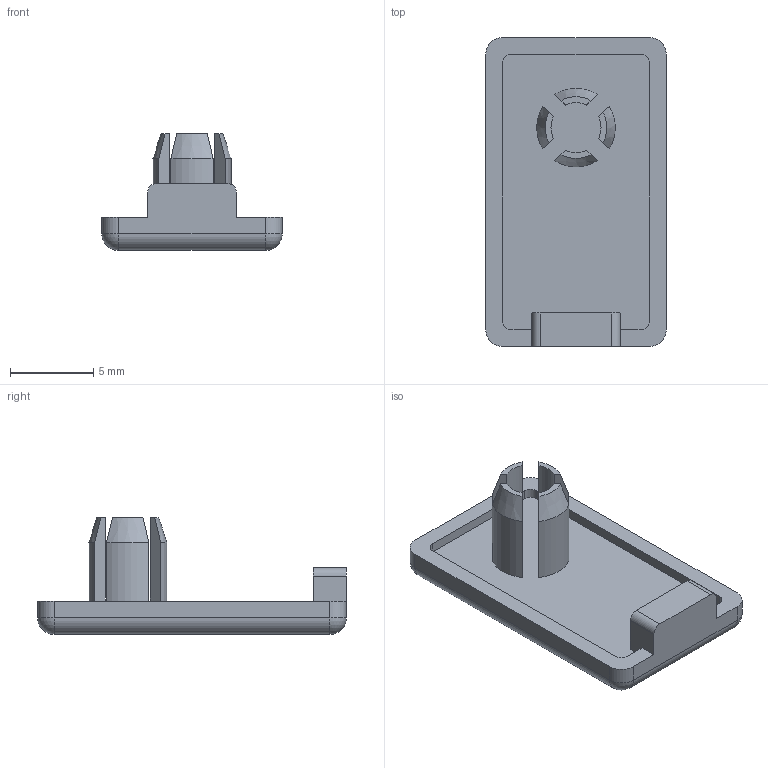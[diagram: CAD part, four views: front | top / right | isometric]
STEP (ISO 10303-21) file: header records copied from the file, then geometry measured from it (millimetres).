
FILE_DESCRIPTION(/* description */ ('Abdeckkappe 11x19 grau'),/* implementation_level */ '2;1');
FILE_NAME(/* name */ 'ZEI_CAD_221030-1-REV00_#SALL_#AIN_#V1.step',/* time_stamp */ '2022-09-15T21:21:13+02:00',/* author */ ('MiniTec'),/* organization */ ('MiniTec GmbH & Co.KG'),/* preprocessor_version */ 'ST-DEVELOPER v18.1',/* originating_system */ 'Autodesk Inventor 2021',/* authorisation */ '');
FILE_SCHEMA (('CONFIG_CONTROL_DESIGN'));
Length unit declared in the file: millimetre
Products named in the file (1): 22-1030-1FZ.000
Bounding box: 10.8 x 18.5 x 7 mm (x, y, z)
Volume: 357.8 mm3; surface area: 666.2 mm2
Topology: 1 solids, 1 shells, 58 faces, 148 edges, 92 vertices
Faces by surface type: plane 28, cylinder 22, cone 4, sphere 4
Entity records: 1753 total; most frequent: CARTESIAN_POINT 311, DIRECTION 302, ORIENTED_EDGE 288, EDGE_CURVE 144, AXIS2_PLACEMENT_3D 107, VERTEX_POINT 92, LINE 88, VECTOR 88
